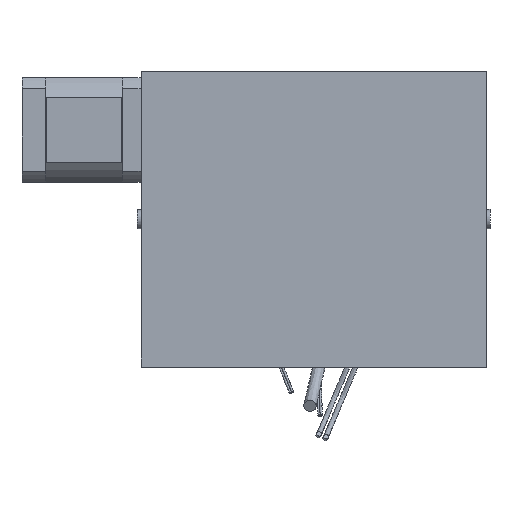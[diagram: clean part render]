
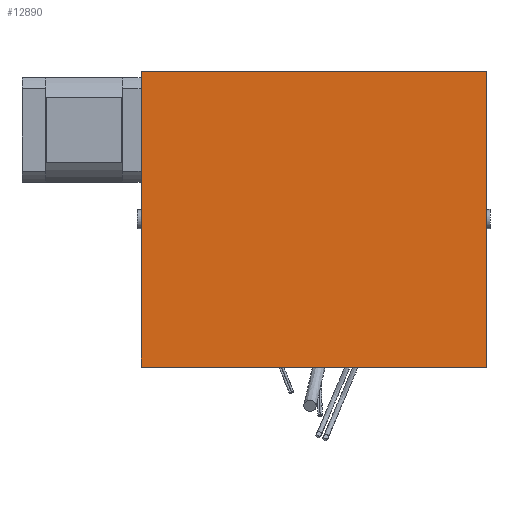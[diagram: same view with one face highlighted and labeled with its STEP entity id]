
A CAD part, front view. The second image highlights one B-rep face of the part: STEP entity #12890.
In plain terms, the highlighted planar face has unit normal (0, -1, 0).
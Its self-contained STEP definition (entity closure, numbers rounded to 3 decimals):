
#271 = EDGE_CURVE ( 'NONE', #1901, #11102, #3356, .T. ) ;
#337 = VECTOR ( 'NONE', #1986, 1000. ) ;
#997 = EDGE_CURVE ( 'NONE', #11102, #10968, #9044, .T. ) ;
#1294 = DIRECTION ( 'NONE',  ( 0., 0., 1. ) ) ;
#1397 = FACE_OUTER_BOUND ( 'NONE', #8467, .T. ) ;
#1901 = VERTEX_POINT ( 'NONE', #12309 ) ;
#1986 = DIRECTION ( 'NONE',  ( 1., 0., 0. ) ) ;
#2536 = PLANE ( 'NONE',  #3902 ) ;
#2726 = LINE ( 'NONE', #3908, #10409 ) ;
#3356 = LINE ( 'NONE', #10573, #4377 ) ;
#3902 = AXIS2_PLACEMENT_3D ( 'NONE', #4588, #10884, #1294 ) ;
#3908 = CARTESIAN_POINT ( 'NONE',  ( -70., 0., -60. ) ) ;
#4168 = DIRECTION ( 'NONE',  ( 0., 0., 1. ) ) ;
#4299 = CARTESIAN_POINT ( 'NONE',  ( 70., 0., -60. ) ) ;
#4377 = VECTOR ( 'NONE', #4168, 1000. ) ;
#4588 = CARTESIAN_POINT ( 'NONE',  ( 0., 0., 0. ) ) ;
#5269 = VERTEX_POINT ( 'NONE', #8044 ) ;
#6766 = EDGE_CURVE ( 'NONE', #5269, #1901, #2726, .T. ) ;
#8013 = EDGE_CURVE ( 'NONE', #10968, #5269, #10393, .T. ) ;
#8044 = CARTESIAN_POINT ( 'NONE',  ( 70., 0., -60. ) ) ;
#8467 = EDGE_LOOP ( 'NONE', ( #9004, #9020, #13412, #11390 ) ) ;
#9004 = ORIENTED_EDGE ( 'NONE', *, *, #8013, .F. ) ;
#9020 = ORIENTED_EDGE ( 'NONE', *, *, #997, .F. ) ;
#9044 = LINE ( 'NONE', #12854, #337 ) ;
#9069 = CARTESIAN_POINT ( 'NONE',  ( -70., 0., 60. ) ) ;
#9388 = VECTOR ( 'NONE', #12844, 1000. ) ;
#10300 = DIRECTION ( 'NONE',  ( -1., 0., 0. ) ) ;
#10393 = LINE ( 'NONE', #4299, #9388 ) ;
#10409 = VECTOR ( 'NONE', #10300, 1000. ) ;
#10573 = CARTESIAN_POINT ( 'NONE',  ( -70., 0., -60. ) ) ;
#10884 = DIRECTION ( 'NONE',  ( 0., 1., 0. ) ) ;
#10968 = VERTEX_POINT ( 'NONE', #11037 ) ;
#11037 = CARTESIAN_POINT ( 'NONE',  ( 70., 0., 60. ) ) ;
#11102 = VERTEX_POINT ( 'NONE', #9069 ) ;
#11390 = ORIENTED_EDGE ( 'NONE', *, *, #6766, .F. ) ;
#12309 = CARTESIAN_POINT ( 'NONE',  ( -70., 0., -60. ) ) ;
#12844 = DIRECTION ( 'NONE',  ( 0., 0., -1. ) ) ;
#12854 = CARTESIAN_POINT ( 'NONE',  ( -70., 0., 60. ) ) ;
#12890 = ADVANCED_FACE ( 'NONE', ( #1397 ), #2536, .F. ) ;
#13412 = ORIENTED_EDGE ( 'NONE', *, *, #271, .F. ) ;
